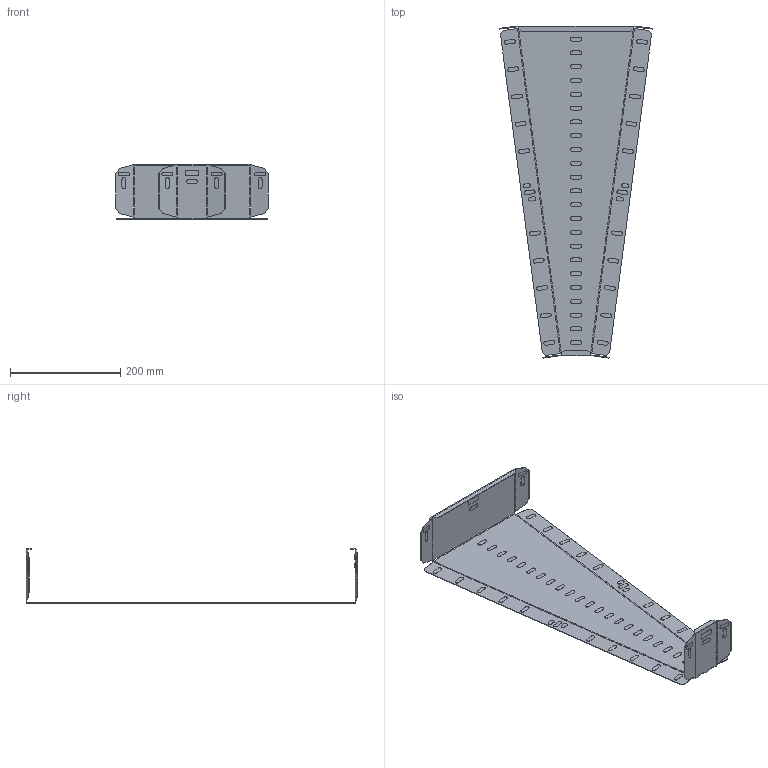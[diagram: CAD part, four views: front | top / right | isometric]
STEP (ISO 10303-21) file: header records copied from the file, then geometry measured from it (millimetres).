
FILE_DESCRIPTION(/* description */ (''),/* implementation_level */ '2;1');
FILE_NAME(/* name */ '487820.stp',/* time_stamp */ '2023-12-19T13:55:36+01:00',/* author */ ('bonnaudn'),/* organization */ (''),/* preprocessor_version */ 'ST-DEVELOPER v19.2',/* originating_system */ 'AutoCAD Mechanical',/* authorisation */ '');
FILE_SCHEMA (('AUTOMOTIVE_DESIGN { 1 0 10303 214 3 1 1 }'));
Length unit declared in the file: millimetre
Products named in the file (1): Product
Bounding box: 276.51 x 601.39 x 99.66 mm (x, y, z)
Volume: 156766.4 mm3; surface area: 336383 mm2
Topology: 1 solids, 255 shells, 454 faces, 1802 edges, 1540 vertices
Faces by surface type: plane 454
Entity records: 19369 total; most frequent: CARTESIAN_POINT 3799, DIRECTION 2952, ORIENTED_EDGE 2592, EDGE_CURVE 1804, LINE 1566, VECTOR 1566, VERTEX_POINT 1540, AXIS2_PLACEMENT_3D 693
